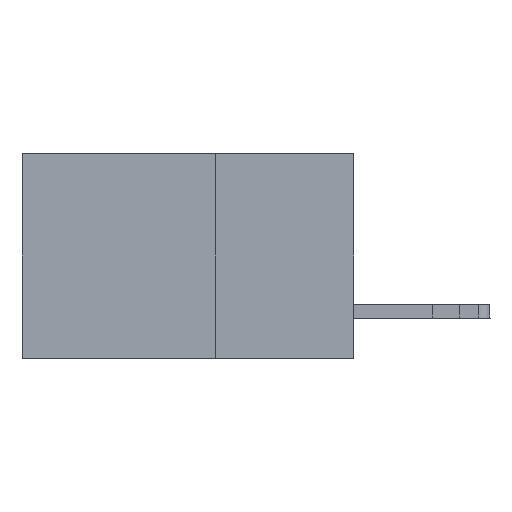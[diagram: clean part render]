
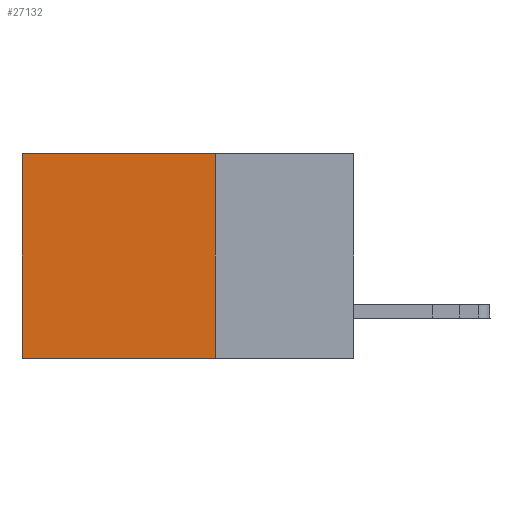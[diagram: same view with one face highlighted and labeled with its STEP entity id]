
A CAD part, left-side view. The second image highlights one B-rep face of the part: STEP entity #27132.
In plain terms, the highlighted planar face has unit normal (-1, 0, 0).
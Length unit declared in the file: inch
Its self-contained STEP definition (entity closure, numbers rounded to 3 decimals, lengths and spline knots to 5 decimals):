
#271 = LINE ( 'NONE', #23956, #26741 ) ;
#1857 = EDGE_LOOP ( 'NONE', ( #26830, #14207, #12397, #12050 ) ) ;
#3430 = VERTEX_POINT ( 'NONE', #18279 ) ;
#9718 = EDGE_CURVE ( 'NONE', #36399, #3430, #29154, .T. ) ;
#9991 = CARTESIAN_POINT ( 'NONE',  ( 0.2875, 0.25, 0. ) ) ;
#10135 = CARTESIAN_POINT ( 'NONE',  ( 0.2875, 0.6, 0. ) ) ;
#11921 = DIRECTION ( 'NONE',  ( 0., 1., 0. ) ) ;
#12050 = ORIENTED_EDGE ( 'NONE', *, *, #25655, .T. ) ;
#12397 = ORIENTED_EDGE ( 'NONE', *, *, #27429, .F. ) ;
#12845 = DIRECTION ( 'NONE',  ( 0., 0., -1. ) ) ;
#13194 = VECTOR ( 'NONE', #12845, 39.37008 ) ;
#13999 = LINE ( 'NONE', #10135, #35544 ) ;
#14207 = ORIENTED_EDGE ( 'NONE', *, *, #9718, .F. ) ;
#15622 = VERTEX_POINT ( 'NONE', #22119 ) ;
#15643 = CARTESIAN_POINT ( 'NONE',  ( 0.2875, 0.25, -0.37 ) ) ;
#17886 = VECTOR ( 'NONE', #29346, 39.37008 ) ;
#18279 = CARTESIAN_POINT ( 'NONE',  ( 0.2875, 0.6, -0.37 ) ) ;
#18849 = LINE ( 'NONE', #27619, #13194 ) ;
#21967 = DIRECTION ( 'NONE',  ( 0., 0., -1. ) ) ;
#22119 = CARTESIAN_POINT ( 'NONE',  ( 0.2875, 0.6, 0. ) ) ;
#23956 = CARTESIAN_POINT ( 'NONE',  ( 0.2875, 0.25, 0. ) ) ;
#25655 = EDGE_CURVE ( 'NONE', #35746, #15622, #271, .T. ) ;
#26223 = CARTESIAN_POINT ( 'NONE',  ( 0.2875, 0.25, -0.37 ) ) ;
#26741 = VECTOR ( 'NONE', #11921, 39.37008 ) ;
#26830 = ORIENTED_EDGE ( 'NONE', *, *, #27682, .T. ) ;
#27132 = ADVANCED_FACE ( 'NONE', ( #36554 ), #30967, .F. ) ;
#27429 = EDGE_CURVE ( 'NONE', #35746, #36399, #18849, .T. ) ;
#27619 = CARTESIAN_POINT ( 'NONE',  ( 0.2875, 0.25, 0. ) ) ;
#27682 = EDGE_CURVE ( 'NONE', #15622, #3430, #13999, .T. ) ;
#28701 = AXIS2_PLACEMENT_3D ( 'NONE', #9991, #36750, #33671 ) ;
#29154 = LINE ( 'NONE', #26223, #17886 ) ;
#29346 = DIRECTION ( 'NONE',  ( 0., 1., 0. ) ) ;
#30435 = CARTESIAN_POINT ( 'NONE',  ( 0.2875, 0.25, 0. ) ) ;
#30967 = PLANE ( 'NONE',  #28701 ) ;
#33671 = DIRECTION ( 'NONE',  ( 0., 0., -1. ) ) ;
#35544 = VECTOR ( 'NONE', #21967, 39.37008 ) ;
#35746 = VERTEX_POINT ( 'NONE', #30435 ) ;
#36399 = VERTEX_POINT ( 'NONE', #15643 ) ;
#36554 = FACE_OUTER_BOUND ( 'NONE', #1857, .T. ) ;
#36750 = DIRECTION ( 'NONE',  ( 1., 0., 0. ) ) ;
